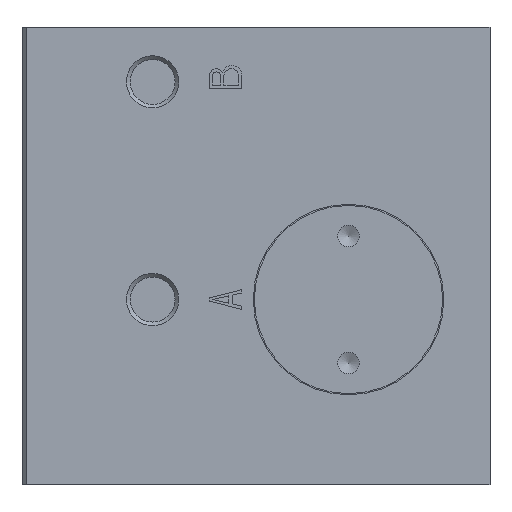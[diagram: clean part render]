
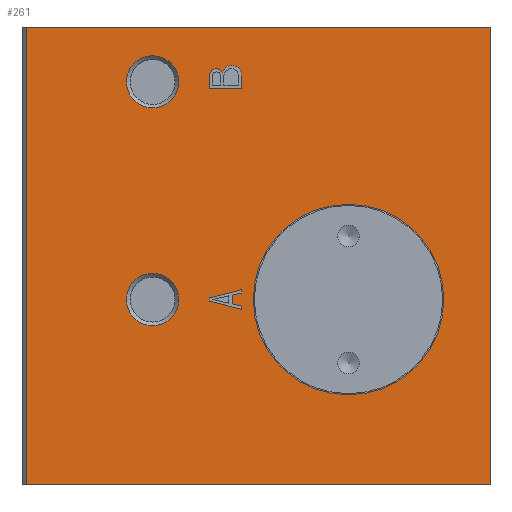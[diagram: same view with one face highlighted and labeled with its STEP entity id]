
A CAD part, left-side view. The second image highlights one B-rep face of the part: STEP entity #261.
In plain terms, the highlighted face is planar.
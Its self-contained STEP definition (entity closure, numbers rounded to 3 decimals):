
#261 = ADVANCED_FACE( '', ( #625, #626, #627, #628, #629, #630 ), #631, .F. );
#625 = FACE_BOUND( '', #1134, .T. );
#626 = FACE_OUTER_BOUND( '', #1135, .T. );
#627 = FACE_BOUND( '', #1136, .T. );
#628 = FACE_BOUND( '', #1137, .T. );
#629 = FACE_BOUND( '', #1138, .T. );
#630 = FACE_BOUND( '', #1139, .T. );
#631 = PLANE( '', #1140 );
#1134 = EDGE_LOOP( '', ( #1812, #1813, #1814, #1815, #1816, #1817, #1818, #1819 ) );
#1135 = EDGE_LOOP( '', ( #1820, #1821, #1822, #1823 ) );
#1136 = EDGE_LOOP( '', ( #1824 ) );
#1137 = EDGE_LOOP( '', ( #1825 ) );
#1138 = EDGE_LOOP( '', ( #1826 ) );
#1139 = EDGE_LOOP( '', ( #1827, #1828, #1829, #1830, #1831 ) );
#1140 = AXIS2_PLACEMENT_3D( '', #1832, #1833, #1834 );
#1812 = ORIENTED_EDGE( '', *, *, #2779, .T. );
#1813 = ORIENTED_EDGE( '', *, *, #2780, .T. );
#1814 = ORIENTED_EDGE( '', *, *, #2680, .T. );
#1815 = ORIENTED_EDGE( '', *, *, #2781, .T. );
#1816 = ORIENTED_EDGE( '', *, *, #2615, .T. );
#1817 = ORIENTED_EDGE( '', *, *, #2610, .T. );
#1818 = ORIENTED_EDGE( '', *, *, #2782, .T. );
#1819 = ORIENTED_EDGE( '', *, *, #2783, .T. );
#1820 = ORIENTED_EDGE( '', *, *, #2784, .T. );
#1821 = ORIENTED_EDGE( '', *, *, #2785, .F. );
#1822 = ORIENTED_EDGE( '', *, *, #2786, .F. );
#1823 = ORIENTED_EDGE( '', *, *, #2757, .T. );
#1824 = ORIENTED_EDGE( '', *, *, #2787, .F. );
#1825 = ORIENTED_EDGE( '', *, *, #2749, .F. );
#1826 = ORIENTED_EDGE( '', *, *, #2653, .T. );
#1827 = ORIENTED_EDGE( '', *, *, #2704, .T. );
#1828 = ORIENTED_EDGE( '', *, *, #2788, .T. );
#1829 = ORIENTED_EDGE( '', *, *, #2789, .T. );
#1830 = ORIENTED_EDGE( '', *, *, #2605, .T. );
#1831 = ORIENTED_EDGE( '', *, *, #2724, .T. );
#1832 = CARTESIAN_POINT( '', ( 21., 0., -38.5 ) );
#1833 = DIRECTION( '', ( 0., 0., 1. ) );
#1834 = DIRECTION( '', ( 0., -1., 0. ) );
#2605 = EDGE_CURVE( '', #3019, #3020, #3021, .T. );
#2610 = EDGE_CURVE( '', #3028, #3029, #3030, .T. );
#2615 = EDGE_CURVE( '', #3037, #3028, #3038, .T. );
#2653 = EDGE_CURVE( '', #3107, #3107, #3108, .T. );
#2680 = EDGE_CURVE( '', #3156, #3157, #3158, .T. );
#2704 = EDGE_CURVE( '', #3194, #3195, #3196, .T. );
#2724 = EDGE_CURVE( '', #3020, #3194, #3225, .T. );
#2749 = EDGE_CURVE( '', #3261, #3261, #3262, .F. );
#2757 = EDGE_CURVE( '', #3274, #3272, #3275, .T. );
#2779 = EDGE_CURVE( '', #3309, #3310, #3311, .T. );
#2780 = EDGE_CURVE( '', #3310, #3156, #3312, .T. );
#2781 = EDGE_CURVE( '', #3157, #3037, #3313, .T. );
#2782 = EDGE_CURVE( '', #3029, #3314, #3315, .T. );
#2783 = EDGE_CURVE( '', #3314, #3309, #3316, .T. );
#2784 = EDGE_CURVE( '', #3272, #3317, #3318, .T. );
#2785 = EDGE_CURVE( '', #3319, #3317, #3320, .T. );
#2786 = EDGE_CURVE( '', #3274, #3319, #3321, .T. );
#2787 = EDGE_CURVE( '', #3322, #3322, #3323, .F. );
#2788 = EDGE_CURVE( '', #3195, #3324, #3325, .T. );
#2789 = EDGE_CURVE( '', #3324, #3019, #3326, .T. );
#3019 = VERTEX_POINT( '', #3621 );
#3020 = VERTEX_POINT( '', #3622 );
#3021 = LINE( '', #3623, #3624 );
#3028 = VERTEX_POINT( '', #3634 );
#3029 = VERTEX_POINT( '', #3635 );
#3030 = LINE( '', #3636, #3637 );
#3037 = VERTEX_POINT( '', #3647 );
#3038 = LINE( '', #3648, #3649 );
#3107 = VERTEX_POINT( '', #3744 );
#3108 = CIRCLE( '', #3745, 8.75 );
#3156 = VERTEX_POINT( '', #3889 );
#3157 = VERTEX_POINT( '', #3890 );
#3158 = LINE( '', #3891, #3892 );
#3194 = VERTEX_POINT( '', #3938 );
#3195 = VERTEX_POINT( '', #3939 );
#3196 = CIRCLE( '', #3940, 0.652 );
#3225 = LINE( '', #3980, #3981 );
#3261 = VERTEX_POINT( '', #4030 );
#3262 = CIRCLE( '', #4031, 2.4 );
#3272 = VERTEX_POINT( '', #4041 );
#3274 = VERTEX_POINT( '', #4044 );
#3275 = LINE( '', #4045, #4046 );
#3309 = VERTEX_POINT( '', #4093 );
#3310 = VERTEX_POINT( '', #4094 );
#3311 = LINE( '', #4095, #4096 );
#3312 = LINE( '', #4097, #4098 );
#3313 = LINE( '', #4099, #4100 );
#3314 = VERTEX_POINT( '', #4101 );
#3315 = LINE( '', #4102, #4103 );
#3316 = LINE( '', #4104, #4105 );
#3317 = VERTEX_POINT( '', #4106 );
#3318 = LINE( '', #4107, #4108 );
#3319 = VERTEX_POINT( '', #4109 );
#3320 = LINE( '', #4110, #4111 );
#3321 = LINE( '', #4112, #4113 );
#3322 = VERTEX_POINT( '', #4114 );
#3323 = CIRCLE( '', #4115, 2.4 );
#3324 = VERTEX_POINT( '', #4116 );
#3325 = CIRCLE( '', #4117, 0.93 );
#3326 = LINE( '', #4118, #4119 );
#3621 = CARTESIAN_POINT( '', ( -15.4, 22.8, -38.5 ) );
#3622 = CARTESIAN_POINT( '', ( -15.4, 25.8, -38.5 ) );
#3623 = CARTESIAN_POINT( '', ( -15.4, 22.8, -38.5 ) );
#3624 = VECTOR( '', #4484, 1000. );
#3634 = CARTESIAN_POINT( '', ( 4.6, 22.8, -38.5 ) );
#3635 = CARTESIAN_POINT( '', ( 4.9, 22.8, -38.5 ) );
#3636 = CARTESIAN_POINT( '', ( 4.6, 22.8, -38.5 ) );
#3637 = VECTOR( '', #4488, 1000. );
#3647 = CARTESIAN_POINT( '', ( 4.4, 23.7, -38.5 ) );
#3648 = CARTESIAN_POINT( '', ( 4.4, 23.7, -38.5 ) );
#3649 = VECTOR( '', #4492, 1000. );
#3744 = CARTESIAN_POINT( '', ( 4., 4.25, -38.5 ) );
#3745 = AXIS2_PLACEMENT_3D( '', #4540, #4541, #4542 );
#3889 = CARTESIAN_POINT( '', ( 3.4, 22.8, -38.5 ) );
#3890 = CARTESIAN_POINT( '', ( 3.6, 23.7, -38.5 ) );
#3891 = CARTESIAN_POINT( '', ( 3.4, 22.8, -38.5 ) );
#3892 = VECTOR( '', #4563, 1000. );
#3938 = CARTESIAN_POINT( '', ( -16.6, 25.8, -38.5 ) );
#3939 = CARTESIAN_POINT( '', ( -16.9, 24.6, -38.5 ) );
#3940 = AXIS2_PLACEMENT_3D( '', #4589, #4590, #4591 );
#3980 = CARTESIAN_POINT( '', ( -15.4, 25.8, -38.5 ) );
#3981 = VECTOR( '', #4612, 1000. );
#4030 = CARTESIAN_POINT( '', ( -16., 28.6, -38.5 ) );
#4031 = AXIS2_PLACEMENT_3D( '', #4638, #4639, #4640 );
#4041 = CARTESIAN_POINT( '', ( -21., 0., -38.5 ) );
#4044 = CARTESIAN_POINT( '', ( 21., 0., -38.5 ) );
#4045 = CARTESIAN_POINT( '', ( 21., 0., -38.5 ) );
#4046 = VECTOR( '', #4651, 1000. );
#4093 = CARTESIAN_POINT( '', ( 3.85, 25.8, -38.5 ) );
#4094 = CARTESIAN_POINT( '', ( 3.1, 22.8, -38.5 ) );
#4095 = CARTESIAN_POINT( '', ( 3.85, 25.8, -38.5 ) );
#4096 = VECTOR( '', #4671, 1000. );
#4097 = CARTESIAN_POINT( '', ( 3.1, 22.8, -38.5 ) );
#4098 = VECTOR( '', #4672, 1000. );
#4099 = CARTESIAN_POINT( '', ( 3.6, 23.7, -38.5 ) );
#4100 = VECTOR( '', #4673, 1000. );
#4101 = CARTESIAN_POINT( '', ( 4.15, 25.8, -38.5 ) );
#4102 = CARTESIAN_POINT( '', ( 4.9, 22.8, -38.5 ) );
#4103 = VECTOR( '', #4674, 1000. );
#4104 = CARTESIAN_POINT( '', ( 4.15, 25.8, -38.5 ) );
#4105 = VECTOR( '', #4675, 1000. );
#4106 = CARTESIAN_POINT( '', ( -21., 42.6, -38.5 ) );
#4107 = CARTESIAN_POINT( '', ( -21., 0., -38.5 ) );
#4108 = VECTOR( '', #4676, 1000. );
#4109 = CARTESIAN_POINT( '', ( 21., 42.6, -38.5 ) );
#4110 = CARTESIAN_POINT( '', ( 21., 42.6, -38.5 ) );
#4111 = VECTOR( '', #4677, 1000. );
#4112 = CARTESIAN_POINT( '', ( 21., 0., -38.5 ) );
#4113 = VECTOR( '', #4678, 1000. );
#4114 = CARTESIAN_POINT( '', ( 4., 28.6, -38.5 ) );
#4115 = AXIS2_PLACEMENT_3D( '', #4679, #4680, #4681 );
#4116 = CARTESIAN_POINT( '', ( -16.6, 22.8, -38.5 ) );
#4117 = AXIS2_PLACEMENT_3D( '', #4682, #4683, #4684 );
#4118 = CARTESIAN_POINT( '', ( -16.6, 22.8, -38.5 ) );
#4119 = VECTOR( '', #4685, 1000. );
#4484 = DIRECTION( '', ( 0., 1., 0. ) );
#4488 = DIRECTION( '', ( 1., 0., 0. ) );
#4492 = DIRECTION( '', ( 0.217, -0.976, 0. ) );
#4540 = CARTESIAN_POINT( '', ( 4., 13., -38.5 ) );
#4541 = DIRECTION( '', ( 0., 0., 1. ) );
#4542 = DIRECTION( '', ( 0., -1., 0. ) );
#4563 = DIRECTION( '', ( 0.217, 0.976, 0. ) );
#4589 = CARTESIAN_POINT( '', ( -16.55, 25.15, -38.5 ) );
#4590 = DIRECTION( '', ( 0., 0., 1. ) );
#4591 = DIRECTION( '', ( 1., 0., 0. ) );
#4612 = DIRECTION( '', ( -1., 0., 0. ) );
#4638 = CARTESIAN_POINT( '', ( -16., 31., -38.5 ) );
#4639 = DIRECTION( '', ( 0., 0., 1. ) );
#4640 = DIRECTION( '', ( 0., -1., 0. ) );
#4651 = DIRECTION( '', ( -1., 0., 0. ) );
#4671 = DIRECTION( '', ( -0.243, -0.97, 0. ) );
#4672 = DIRECTION( '', ( 1., 0., 0. ) );
#4673 = DIRECTION( '', ( 1., 0., 0. ) );
#4674 = DIRECTION( '', ( -0.243, 0.97, 0. ) );
#4675 = DIRECTION( '', ( -1., 0., 0. ) );
#4676 = DIRECTION( '', ( 0., 1., 0. ) );
#4677 = DIRECTION( '', ( -1., 0., 0. ) );
#4678 = DIRECTION( '', ( 0., 1., 0. ) );
#4679 = CARTESIAN_POINT( '', ( 4., 31., -38.5 ) );
#4680 = DIRECTION( '', ( 0., 0., 1. ) );
#4681 = DIRECTION( '', ( 0., -1., 0. ) );
#4682 = CARTESIAN_POINT( '', ( -16.57, 23.73, -38.5 ) );
#4683 = DIRECTION( '', ( 0., 0., 1. ) );
#4684 = DIRECTION( '', ( 1., 0., 0. ) );
#4685 = DIRECTION( '', ( 1., 0., 0. ) );
